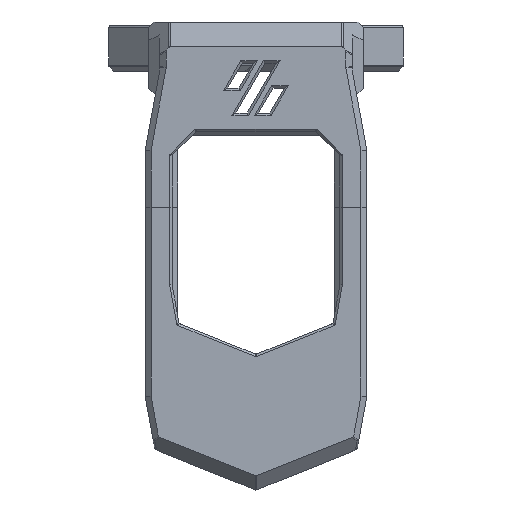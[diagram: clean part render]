
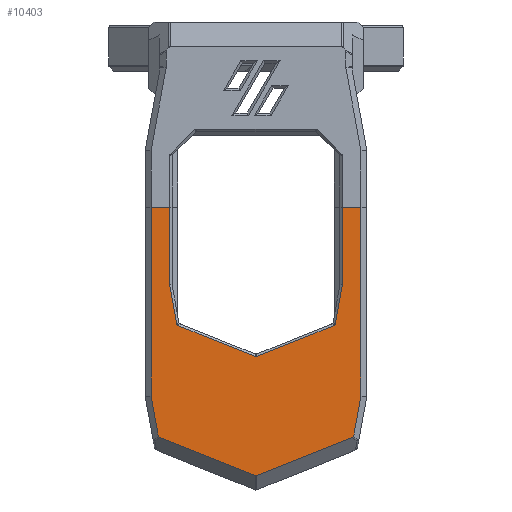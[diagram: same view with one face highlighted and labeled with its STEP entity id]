
A CAD part, front view. The second image highlights one B-rep face of the part: STEP entity #10403.
In plain terms, the highlighted face is planar.
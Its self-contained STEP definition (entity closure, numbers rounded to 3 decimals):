
#1135=FACE_OUTER_BOUND('',#1720,.T.);
#1720=EDGE_LOOP('',(#9372,#9373,#9374,#9375,#9376,#9377,#9378,#9379,#9380,
#9381,#9382,#9383,#9384,#9385,#9386,#9387,#9388,#9389,#9390,#9391,#9392,
#9393,#9394,#9395));
#1922=ELLIPSE('',#11331,0.567,0.4);
#1923=ELLIPSE('',#11334,0.607,0.4);
#1924=ELLIPSE('',#11337,0.588,0.4);
#1925=ELLIPSE('',#11340,0.607,0.4);
#1926=ELLIPSE('',#11343,0.567,0.4);
#1928=ELLIPSE('',#11349,0.607,0.4);
#1929=ELLIPSE('',#11352,0.567,0.4);
#1937=ELLIPSE('',#11388,0.588,0.4);
#1938=ELLIPSE('',#11390,0.607,0.4);
#1939=ELLIPSE('',#11391,0.567,0.4);
#2681=LINE('',#18640,#3704);
#2694=LINE('',#18667,#3717);
#2877=LINE('',#19650,#3900);
#2880=LINE('',#19658,#3903);
#2883=LINE('',#19666,#3906);
#2886=LINE('',#19674,#3909);
#2889=LINE('',#19681,#3912);
#2890=LINE('',#19683,#3913);
#2892=LINE('',#19689,#3915);
#2895=LINE('',#19698,#3918);
#2898=LINE('',#19705,#3921);
#2937=LINE('',#19978,#3960);
#2938=LINE('',#19982,#3961);
#2939=LINE('',#19985,#3962);
#3704=VECTOR('',#13528,10.);
#3717=VECTOR('',#13543,10.);
#3900=VECTOR('',#14058,10.);
#3903=VECTOR('',#14067,10.);
#3906=VECTOR('',#14076,10.);
#3909=VECTOR('',#14085,10.);
#3912=VECTOR('',#14094,10.);
#3913=VECTOR('',#14097,10.);
#3915=VECTOR('',#14101,10.);
#3918=VECTOR('',#14112,10.);
#3921=VECTOR('',#14121,10.);
#3960=VECTOR('',#14232,10.);
#3961=VECTOR('',#14235,10.);
#3962=VECTOR('',#14238,10.);
#4688=VERTEX_POINT('',#18637);
#4689=VERTEX_POINT('',#18639);
#4701=VERTEX_POINT('',#18664);
#4702=VERTEX_POINT('',#18666);
#4887=VERTEX_POINT('',#19643);
#4888=VERTEX_POINT('',#19645);
#4889=VERTEX_POINT('',#19649);
#4890=VERTEX_POINT('',#19653);
#4891=VERTEX_POINT('',#19657);
#4892=VERTEX_POINT('',#19661);
#4893=VERTEX_POINT('',#19665);
#4894=VERTEX_POINT('',#19669);
#4895=VERTEX_POINT('',#19673);
#4896=VERTEX_POINT('',#19677);
#4897=VERTEX_POINT('',#19685);
#4899=VERTEX_POINT('',#19688);
#4900=VERTEX_POINT('',#19693);
#4901=VERTEX_POINT('',#19697);
#4902=VERTEX_POINT('',#19701);
#4938=VERTEX_POINT('',#19973);
#4939=VERTEX_POINT('',#19977);
#4940=VERTEX_POINT('',#19979);
#4941=VERTEX_POINT('',#19981);
#4942=VERTEX_POINT('',#19983);
#6063=EDGE_CURVE('',#4689,#4688,#2681,.T.);
#6076=EDGE_CURVE('',#4702,#4701,#2694,.T.);
#6352=EDGE_CURVE('',#4888,#4887,#1922,.T.);
#6354=EDGE_CURVE('',#4889,#4888,#2877,.T.);
#6357=EDGE_CURVE('',#4890,#4889,#1923,.T.);
#6358=EDGE_CURVE('',#4891,#4890,#2880,.T.);
#6360=EDGE_CURVE('',#4891,#4892,#1924,.T.);
#6362=EDGE_CURVE('',#4892,#4893,#2883,.T.);
#6364=EDGE_CURVE('',#4893,#4894,#1925,.T.);
#6366=EDGE_CURVE('',#4894,#4895,#2886,.T.);
#6368=EDGE_CURVE('',#4895,#4896,#1926,.T.);
#6370=EDGE_CURVE('',#4896,#4701,#2889,.T.);
#6371=EDGE_CURVE('',#4887,#4689,#2890,.T.);
#6373=EDGE_CURVE('',#4899,#4897,#2892,.T.);
#6377=EDGE_CURVE('',#4900,#4899,#1928,.T.);
#6378=EDGE_CURVE('',#4901,#4900,#2895,.T.);
#6381=EDGE_CURVE('',#4902,#4901,#1929,.T.);
#6382=EDGE_CURVE('',#4688,#4902,#2898,.T.);
#6440=EDGE_CURVE('',#4938,#4897,#1937,.T.);
#6441=EDGE_CURVE('',#4939,#4938,#2937,.T.);
#6442=EDGE_CURVE('',#4940,#4939,#1938,.T.);
#6443=EDGE_CURVE('',#4941,#4940,#2938,.T.);
#6444=EDGE_CURVE('',#4942,#4941,#1939,.T.);
#6445=EDGE_CURVE('',#4702,#4942,#2939,.T.);
#9372=ORIENTED_EDGE('',*,*,#6063,.T.);
#9373=ORIENTED_EDGE('',*,*,#6382,.T.);
#9374=ORIENTED_EDGE('',*,*,#6381,.T.);
#9375=ORIENTED_EDGE('',*,*,#6378,.T.);
#9376=ORIENTED_EDGE('',*,*,#6377,.T.);
#9377=ORIENTED_EDGE('',*,*,#6373,.T.);
#9378=ORIENTED_EDGE('',*,*,#6440,.F.);
#9379=ORIENTED_EDGE('',*,*,#6441,.F.);
#9380=ORIENTED_EDGE('',*,*,#6442,.F.);
#9381=ORIENTED_EDGE('',*,*,#6443,.F.);
#9382=ORIENTED_EDGE('',*,*,#6444,.F.);
#9383=ORIENTED_EDGE('',*,*,#6445,.F.);
#9384=ORIENTED_EDGE('',*,*,#6076,.T.);
#9385=ORIENTED_EDGE('',*,*,#6370,.F.);
#9386=ORIENTED_EDGE('',*,*,#6368,.F.);
#9387=ORIENTED_EDGE('',*,*,#6366,.F.);
#9388=ORIENTED_EDGE('',*,*,#6364,.F.);
#9389=ORIENTED_EDGE('',*,*,#6362,.F.);
#9390=ORIENTED_EDGE('',*,*,#6360,.F.);
#9391=ORIENTED_EDGE('',*,*,#6358,.T.);
#9392=ORIENTED_EDGE('',*,*,#6357,.T.);
#9393=ORIENTED_EDGE('',*,*,#6354,.T.);
#9394=ORIENTED_EDGE('',*,*,#6352,.T.);
#9395=ORIENTED_EDGE('',*,*,#6371,.T.);
#9849=PLANE('',#11389);
#10403=ADVANCED_FACE('',(#1135),#9849,.F.);
#11331=AXIS2_PLACEMENT_3D('',#19646,#14053,#14054);
#11334=AXIS2_PLACEMENT_3D('',#19655,#14063,#14064);
#11337=AXIS2_PLACEMENT_3D('',#19662,#14071,#14072);
#11340=AXIS2_PLACEMENT_3D('',#19670,#14080,#14081);
#11343=AXIS2_PLACEMENT_3D('',#19678,#14089,#14090);
#11349=AXIS2_PLACEMENT_3D('',#19695,#14108,#14109);
#11352=AXIS2_PLACEMENT_3D('',#19703,#14117,#14118);
#11388=AXIS2_PLACEMENT_3D('',#19975,#14228,#14229);
#11389=AXIS2_PLACEMENT_3D('',#19976,#14230,#14231);
#11390=AXIS2_PLACEMENT_3D('',#19980,#14233,#14234);
#11391=AXIS2_PLACEMENT_3D('',#19984,#14236,#14237);
#13528=DIRECTION('',(-1.,0.,0.));
#13543=DIRECTION('',(-1.,0.,0.));
#14053=DIRECTION('center_axis',(0.,-1.,0.));
#14054=DIRECTION('ref_axis',(-0.996,0.,0.09));
#14058=DIRECTION('',(-0.179,0.,-0.984));
#14063=DIRECTION('center_axis',(0.,-1.,0.));
#14064=DIRECTION('ref_axis',(-0.774,0.,0.633));
#14067=DIRECTION('',(-0.928,0.,-0.371));
#14071=DIRECTION('center_axis',(0.,1.,0.));
#14072=DIRECTION('ref_axis',(0.,0.,1.));
#14076=DIRECTION('',(0.928,0.,-0.371));
#14080=DIRECTION('center_axis',(0.,1.,0.));
#14081=DIRECTION('ref_axis',(0.774,0.,0.633));
#14085=DIRECTION('',(0.179,0.,-0.984));
#14089=DIRECTION('center_axis',(0.,1.,0.));
#14090=DIRECTION('ref_axis',(0.996,0.,0.09));
#14094=DIRECTION('',(0.,0.,-1.));
#14097=DIRECTION('',(0.,0.,-1.));
#14101=DIRECTION('',(0.928,0.,0.371));
#14108=DIRECTION('center_axis',(0.,1.,0.));
#14109=DIRECTION('ref_axis',(-0.774,0.,0.633));
#14112=DIRECTION('',(0.179,0.,0.984));
#14117=DIRECTION('center_axis',(0.,1.,0.));
#14118=DIRECTION('ref_axis',(-0.996,0.,0.09));
#14121=DIRECTION('',(0.,0.,1.));
#14228=DIRECTION('center_axis',(0.,-1.,0.));
#14229=DIRECTION('ref_axis',(0.,0.,1.));
#14230=DIRECTION('center_axis',(0.,-1.,0.));
#14231=DIRECTION('ref_axis',(0.,0.,
-1.));
#14232=DIRECTION('',(-0.928,0.,0.371));
#14233=DIRECTION('center_axis',(0.,-1.,0.));
#14234=DIRECTION('ref_axis',(0.774,0.,0.633));
#14235=DIRECTION('',(-0.179,0.,0.984));
#14236=DIRECTION('center_axis',(0.,-1.,0.));
#14237=DIRECTION('ref_axis',(0.996,0.,0.09));
#14238=DIRECTION('',(0.,0.,1.));
#18637=CARTESIAN_POINT('',(129.599,92.15,109.721));
#18639=CARTESIAN_POINT('',(132.817,92.15,109.721));
#18640=CARTESIAN_POINT('',(139.367,92.15,109.721));
#18664=CARTESIAN_POINT('',(162.617,92.15,109.721));
#18666=CARTESIAN_POINT('',(165.836,92.15,109.721));
#18667=CARTESIAN_POINT('',(139.367,92.15,109.721));
#19643=CARTESIAN_POINT('',(132.817,92.15,123.075));
#19645=CARTESIAN_POINT('',(132.822,92.15,123.126));
#19646=CARTESIAN_POINT('Origin',(133.383,92.15,123.05));
#19649=CARTESIAN_POINT('',(134.059,92.15,129.915));
#19650=CARTESIAN_POINT('',(132.958,92.15,123.874));
#19653=CARTESIAN_POINT('',(134.232,92.15,130.127));
#19655=CARTESIAN_POINT('Origin',(134.587,92.15,129.66));
#19657=CARTESIAN_POINT('',(147.612,92.15,135.48));
#19658=CARTESIAN_POINT('',(144.105,92.15,134.077));
#19661=CARTESIAN_POINT('',(147.822,92.15,135.48));
#19662=CARTESIAN_POINT('Origin',(147.717,92.15,134.913));
#19665=CARTESIAN_POINT('',(161.202,92.15,130.127));
#19666=CARTESIAN_POINT('',(151.329,92.15,134.077));
#19669=CARTESIAN_POINT('',(161.376,92.15,129.915));
#19670=CARTESIAN_POINT('Origin',(160.847,92.15,129.66));
#19673=CARTESIAN_POINT('',(162.613,92.15,123.126));
#19674=CARTESIAN_POINT('',(162.476,92.15,123.874));
#19677=CARTESIAN_POINT('',(162.617,92.15,123.075));
#19678=CARTESIAN_POINT('Origin',(162.051,92.15,123.05));
#19681=CARTESIAN_POINT('',(162.617,92.15,136.037));
#19683=CARTESIAN_POINT('',(132.817,92.15,136.037));
#19685=CARTESIAN_POINT('',(147.612,92.15,156.053));
#19688=CARTESIAN_POINT('',(131.025,92.15,149.416));
#19689=CARTESIAN_POINT('',(141.698,92.15,153.687));
#19693=CARTESIAN_POINT('',(130.851,92.15,149.204));
#19695=CARTESIAN_POINT('Origin',(131.38,92.15,148.949));
#19697=CARTESIAN_POINT('',(129.603,92.15,142.354));
#19698=CARTESIAN_POINT('',(127.746,92.15,132.159));
#19701=CARTESIAN_POINT('',(129.599,92.15,142.303));
#19703=CARTESIAN_POINT('Origin',(130.164,92.15,142.278));
#19705=CARTESIAN_POINT('',(129.599,92.15,130.819));
#19973=CARTESIAN_POINT('',(147.822,92.15,156.053));
#19975=CARTESIAN_POINT('Origin',(147.717,92.15,155.486));
#19976=CARTESIAN_POINT('Origin',(147.717,92.15,115.008));
#19977=CARTESIAN_POINT('',(164.41,92.15,149.416));
#19978=CARTESIAN_POINT('',(153.736,92.15,153.687));
#19979=CARTESIAN_POINT('',(164.583,92.15,149.204));
#19980=CARTESIAN_POINT('Origin',(164.054,92.15,148.949));
#19981=CARTESIAN_POINT('',(165.831,92.15,142.354));
#19982=CARTESIAN_POINT('',(167.689,92.15,132.159));
#19983=CARTESIAN_POINT('',(165.836,92.15,142.303));
#19984=CARTESIAN_POINT('Origin',(165.27,92.15,142.278));
#19985=CARTESIAN_POINT('',(165.836,92.15,130.819));
